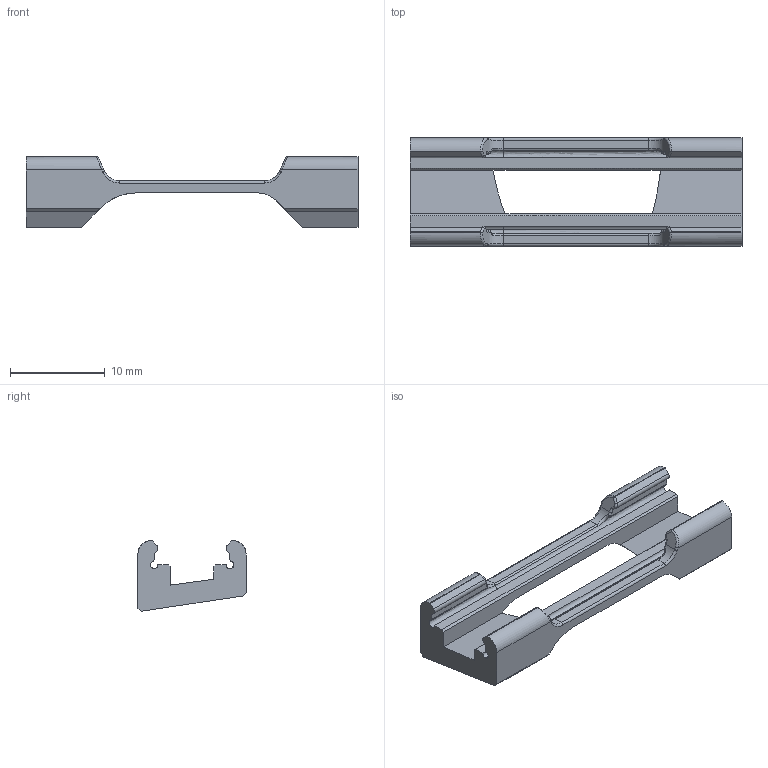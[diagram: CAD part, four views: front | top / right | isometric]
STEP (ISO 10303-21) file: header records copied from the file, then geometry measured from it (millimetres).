
FILE_DESCRIPTION(('HOOPS Exchange Step'),'2;1');
FILE_NAME('usb cameraV2.stp','2026-01-22T13:57:30+08:00',('xdlye'),('Unknown organisation'),'HOOPS Exchange 2025.8','HOOPS Exchange','Unknown authorisation');
FILE_SCHEMA( ('AP203_CONFIGURATION_CONTROLLED_3D_DESIGN_OF_MECHANICAL_PARTS_AND_ASSEMBLIES_MIM_LF') );
Length unit declared in the file: millimetre
Products named in the file (1): root
Bounding box: 35 x 11.4 x 7.43 mm (x, y, z)
Volume: 884.9 mm3; surface area: 1242.2 mm2
Topology: 1 solids, 1 shells, 129 faces, 345 edges, 212 vertices
Faces by surface type: plane 48, cylinder 47, bspline 26, torus 8
Entity records: 8171 total; most frequent: CARTESIAN_POINT 5003, ORIENTED_EDGE 682, DIRECTION 645, EDGE_CURVE 341, AXIS2_PLACEMENT_3D 229, VERTEX_POINT 212, VECTOR 187, LINE 187
